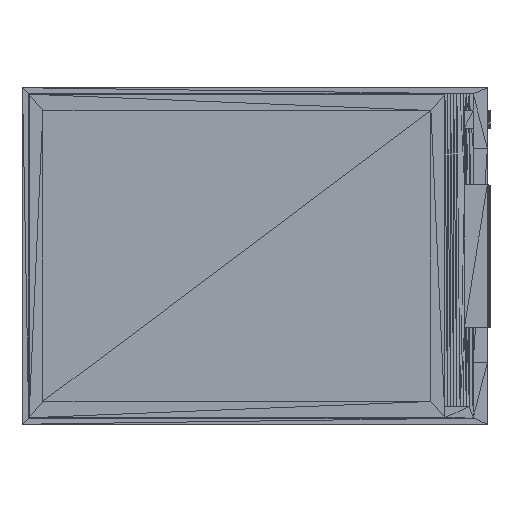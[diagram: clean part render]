
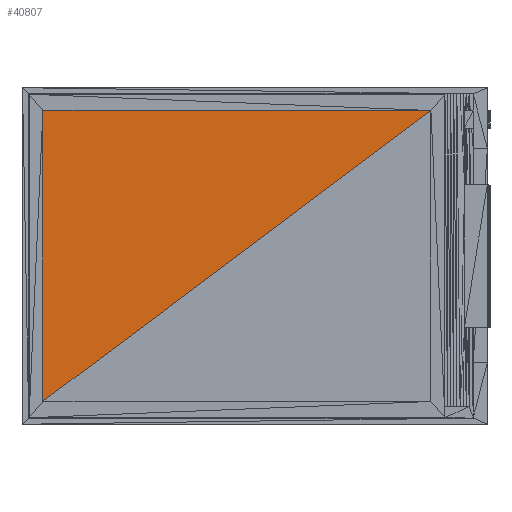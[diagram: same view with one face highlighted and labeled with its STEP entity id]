
A CAD part, top view. The second image highlights one B-rep face of the part: STEP entity #40807.
In plain terms, the highlighted planar face has unit normal (0, 0, 1).
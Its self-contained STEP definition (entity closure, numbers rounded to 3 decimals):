
#40807 = ADVANCED_FACE('',(#40808),#40834,.T.);
#40808 = FACE_BOUND('',#40809,.T.);
#40809 = EDGE_LOOP('',(#40810,#40820,#40828));
#40810 = ORIENTED_EDGE('',*,*,#40811,.F.);
#40811 = EDGE_CURVE('',#40812,#40814,#40816,.T.);
#40812 = VERTEX_POINT('',#40813);
#40813 = CARTESIAN_POINT('',(-33.775,21.657,
    3.849));
#40814 = VERTEX_POINT('',#40815);
#40815 = CARTESIAN_POINT('',(23.825,21.657,
    3.849));
#40816 = LINE('',#40817,#40818);
#40817 = CARTESIAN_POINT('',(-33.775,21.657,
    3.849));
#40818 = VECTOR('',#40819,1.);
#40819 = DIRECTION('',(1.,0.,0.));
#40820 = ORIENTED_EDGE('',*,*,#40821,.F.);
#40821 = EDGE_CURVE('',#40822,#40812,#40824,.T.);
#40822 = VERTEX_POINT('',#40823);
#40823 = CARTESIAN_POINT('',(-33.775,-21.543,
    3.849));
#40824 = LINE('',#40825,#40826);
#40825 = CARTESIAN_POINT('',(-33.775,-21.543,
    3.849));
#40826 = VECTOR('',#40827,1.);
#40827 = DIRECTION('',(0.,1.,0.));
#40828 = ORIENTED_EDGE('',*,*,#40829,.T.);
#40829 = EDGE_CURVE('',#40822,#40814,#40830,.T.);
#40830 = LINE('',#40831,#40832);
#40831 = CARTESIAN_POINT('',(-33.775,-21.543,
    3.849));
#40832 = VECTOR('',#40833,1.);
#40833 = DIRECTION('',(0.8,0.6,0.));
#40834 = PLANE('',#40835);
#40835 = AXIS2_PLACEMENT_3D('',#40836,#40837,#40838);
#40836 = CARTESIAN_POINT('',(-12.175,7.257,
    3.849));
#40837 = DIRECTION('',(0.,0.,1.));
#40838 = DIRECTION('',(1.,0.,-0.));
